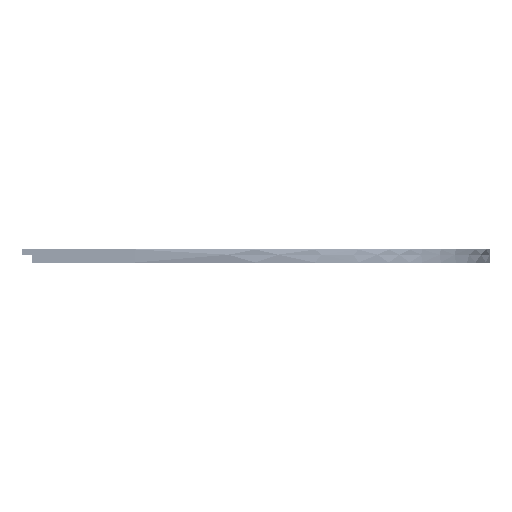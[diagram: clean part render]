
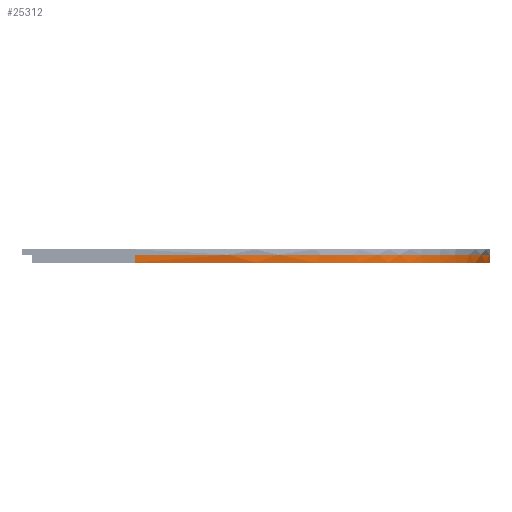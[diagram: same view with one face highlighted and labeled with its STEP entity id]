
A CAD part, front view. The second image highlights one B-rep face of the part: STEP entity #25312.
In plain terms, the highlighted free-form (B-spline) face has degree [3, 1] with [28, 2] control points.
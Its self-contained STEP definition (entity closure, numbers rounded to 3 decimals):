
#18=B_SPLINE_SURFACE_WITH_KNOTS($,3,1,((#168462,#168463),(#168464,#168465),
(#168466,#168467),(#168468,#168469),(#168470,#168471),(#168472,#168473),
(#168474,#168475),(#168476,#168477),(#168478,#168479),(#168480,#168481),
(#168482,#168483),(#168484,#168485),(#168486,#168487),(#168488,#168489),
(#168490,#168491),(#168492,#168493),(#168494,#168495),(#168496,#168497),
(#168498,#168499),(#168500,#168501),(#168502,#168503),(#168504,#168505),
(#168506,#168507),(#168508,#168509),(#168510,#168511),(#168512,#168513),
(#168514,#168515),(#168516,#168517)),.UNSPECIFIED.,.F.,.F.,.F.,(4,2,2,2,
2,2,2,2,2,2,2,2,2,4),(2,2),(-310.498,-292.004,-282.488,
-272.973,-268.215,-263.457,-253.942,-249.184,
-244.427,-234.911,-230.154,-225.396,
-215.881,-206.389),(0.,1.),.UNSPECIFIED.);
#25312=ADVANCED_FACE($,(#27421),#18,.T.);
#27421=FACE_OUTER_BOUND($,#31593,.T.);
#31593=EDGE_LOOP($,(#44183,#44184,#44185,#44186));
#44183=ORIENTED_EDGE($,*,*,#56800,.T.);
#44184=ORIENTED_EDGE($,*,*,#56801,.T.);
#44185=ORIENTED_EDGE($,*,*,#56802,.T.);
#44186=ORIENTED_EDGE($,*,*,#56803,.T.);
#56800=EDGE_CURVE($,#69417,#69418,#75842,.T.);
#56801=EDGE_CURVE($,#69418,#69419,#75843,.T.);
#56802=EDGE_CURVE($,#69419,#69420,#75844,.T.);
#56803=EDGE_CURVE($,#69420,#69417,#75845,.T.);
#69417=VERTEX_POINT($,#168518);
#69418=VERTEX_POINT($,#168519);
#69419=VERTEX_POINT($,#168520);
#69420=VERTEX_POINT($,#168521);
#75842=B_SPLINE_CURVE_WITH_KNOTS($,3,(#168402,#168403,#168404,#168405,#168406,
#168407,#168408,#168409,#168410,#168411,#168412,#168413,#168414,#168415,
#168416,#168417,#168418,#168419,#168420,#168421,#168422,#168423,#168424,
#168425,#168426,#168427,#168428,#168429),.UNSPECIFIED.,.F.,.F.,(4,2,2,2,
2,2,2,2,2,2,2,2,2,4),(-310.498,-292.004,-282.488,
-272.973,-268.215,-263.457,-253.942,-249.184,
-244.427,-234.911,-230.154,-225.396,
-215.881,-206.389),.UNSPECIFIED.);
#75843=B_SPLINE_CURVE_WITH_KNOTS($,1,(#168430,#168431),.UNSPECIFIED.,.F.,
.F.,(2,2),(0.,1.),.UNSPECIFIED.);
#75844=B_SPLINE_CURVE_WITH_KNOTS($,3,(#168432,#168433,#168434,#168435,#168436,
#168437,#168438,#168439,#168440,#168441,#168442,#168443,#168444,#168445,
#168446,#168447,#168448,#168449,#168450,#168451,#168452,#168453,#168454,
#168455,#168456,#168457,#168458,#168459),.UNSPECIFIED.,.F.,.F.,(4,2,2,2,
2,2,2,2,2,2,2,2,2,4),(206.389,215.881,225.396,
230.154,234.911,244.427,249.184,253.942,
263.457,268.215,272.973,282.488,292.004,
310.498),.UNSPECIFIED.);
#75845=B_SPLINE_CURVE_WITH_KNOTS($,1,(#168460,#168461),.UNSPECIFIED.,.F.,
.F.,(2,2),(-1.,0.),.UNSPECIFIED.);
#168402=CARTESIAN_POINT($,(87.,-92.784,-125.5));
#168403=CARTESIAN_POINT($,(93.124,-92.784,-125.5));
#168404=CARTESIAN_POINT($,(99.252,-92.786,-125.5));
#168405=CARTESIAN_POINT($,(108.529,-92.245,-125.5));
#168406=CARTESIAN_POINT($,(111.686,-91.966,-125.5));
#168407=CARTESIAN_POINT($,(117.966,-91.082,-125.5));
#168408=CARTESIAN_POINT($,(121.067,-90.483,-125.5));
#168409=CARTESIAN_POINT($,(125.626,-89.216,-125.5));
#168410=CARTESIAN_POINT($,(127.13,-88.733,-125.5));
#168411=CARTESIAN_POINT($,(130.1,-87.611,-125.5));
#168412=CARTESIAN_POINT($,(131.575,-86.968,-125.5));
#168413=CARTESIAN_POINT($,(135.835,-84.797,-125.5));
#168414=CARTESIAN_POINT($,(138.461,-83.029,-125.5));
#168415=CARTESIAN_POINT($,(142.,-79.791,-125.5));
#168416=CARTESIAN_POINT($,(143.11,-78.613,-125.5));
#168417=CARTESIAN_POINT($,(145.134,-76.125,-125.5));
#168418=CARTESIAN_POINT($,(146.061,-74.8,-125.5));
#168419=CARTESIAN_POINT($,(148.543,-70.701,-125.5));
#168420=CARTESIAN_POINT($,(149.817,-67.798,-125.5));
#168421=CARTESIAN_POINT($,(151.329,-63.265,-125.5));
#168422=CARTESIAN_POINT($,(151.764,-61.723,-125.5));
#168423=CARTESIAN_POINT($,(152.515,-58.633,-125.5));
#168424=CARTESIAN_POINT($,(152.832,-57.079,-125.5));
#168425=CARTESIAN_POINT($,(153.643,-52.396,-125.5));
#168426=CARTESIAN_POINT($,(154.001,-49.246,-125.5));
#168427=CARTESIAN_POINT($,(154.491,-42.921,-125.5));
#168428=CARTESIAN_POINT($,(154.624,-39.761,-125.5));
#168429=CARTESIAN_POINT($,(154.696,-36.6,-125.5));
#168430=CARTESIAN_POINT($,(154.696,-36.6,-125.5));
#168431=CARTESIAN_POINT($,(154.696,-36.6,-124.));
#168432=CARTESIAN_POINT($,(154.696,-36.6,-124.));
#168433=CARTESIAN_POINT($,(154.624,-39.761,-124.));
#168434=CARTESIAN_POINT($,(154.491,-42.921,-124.));
#168435=CARTESIAN_POINT($,(154.001,-49.246,-124.));
#168436=CARTESIAN_POINT($,(153.643,-52.396,-124.));
#168437=CARTESIAN_POINT($,(152.832,-57.079,-124.));
#168438=CARTESIAN_POINT($,(152.515,-58.633,-124.));
#168439=CARTESIAN_POINT($,(151.764,-61.723,-124.));
#168440=CARTESIAN_POINT($,(151.329,-63.265,-124.));
#168441=CARTESIAN_POINT($,(149.817,-67.798,-124.));
#168442=CARTESIAN_POINT($,(148.543,-70.701,-124.));
#168443=CARTESIAN_POINT($,(146.061,-74.8,-124.));
#168444=CARTESIAN_POINT($,(145.134,-76.125,-124.));
#168445=CARTESIAN_POINT($,(143.11,-78.613,-124.));
#168446=CARTESIAN_POINT($,(142.,-79.791,-124.));
#168447=CARTESIAN_POINT($,(138.461,-83.029,-124.));
#168448=CARTESIAN_POINT($,(135.835,-84.797,-124.));
#168449=CARTESIAN_POINT($,(131.575,-86.968,-124.));
#168450=CARTESIAN_POINT($,(130.1,-87.611,-124.));
#168451=CARTESIAN_POINT($,(127.13,-88.733,-124.));
#168452=CARTESIAN_POINT($,(125.626,-89.216,-124.));
#168453=CARTESIAN_POINT($,(121.067,-90.483,-124.));
#168454=CARTESIAN_POINT($,(117.966,-91.082,-124.));
#168455=CARTESIAN_POINT($,(111.686,-91.966,-124.));
#168456=CARTESIAN_POINT($,(108.529,-92.245,-124.));
#168457=CARTESIAN_POINT($,(99.252,-92.786,-124.));
#168458=CARTESIAN_POINT($,(93.124,-92.784,-124.));
#168459=CARTESIAN_POINT($,(87.,-92.784,-124.));
#168460=CARTESIAN_POINT($,(87.,-92.784,-124.));
#168461=CARTESIAN_POINT($,(87.,-92.784,-125.5));
#168462=CARTESIAN_POINT($,(87.,-92.784,-125.5));
#168463=CARTESIAN_POINT($,(87.,-92.784,-124.));
#168464=CARTESIAN_POINT($,(93.124,-92.784,-125.5));
#168465=CARTESIAN_POINT($,(93.124,-92.784,-124.));
#168466=CARTESIAN_POINT($,(99.252,-92.786,-125.5));
#168467=CARTESIAN_POINT($,(99.252,-92.786,-124.));
#168468=CARTESIAN_POINT($,(108.529,-92.245,-125.5));
#168469=CARTESIAN_POINT($,(108.529,-92.245,-124.));
#168470=CARTESIAN_POINT($,(111.686,-91.966,-125.5));
#168471=CARTESIAN_POINT($,(111.686,-91.966,-124.));
#168472=CARTESIAN_POINT($,(117.966,-91.082,-125.5));
#168473=CARTESIAN_POINT($,(117.966,-91.082,-124.));
#168474=CARTESIAN_POINT($,(121.067,-90.483,-125.5));
#168475=CARTESIAN_POINT($,(121.067,-90.483,-124.));
#168476=CARTESIAN_POINT($,(125.626,-89.216,-125.5));
#168477=CARTESIAN_POINT($,(125.626,-89.216,-124.));
#168478=CARTESIAN_POINT($,(127.13,-88.733,-125.5));
#168479=CARTESIAN_POINT($,(127.13,-88.733,-124.));
#168480=CARTESIAN_POINT($,(130.1,-87.611,-125.5));
#168481=CARTESIAN_POINT($,(130.1,-87.611,-124.));
#168482=CARTESIAN_POINT($,(131.575,-86.968,-125.5));
#168483=CARTESIAN_POINT($,(131.575,-86.968,-124.));
#168484=CARTESIAN_POINT($,(135.835,-84.797,-125.5));
#168485=CARTESIAN_POINT($,(135.835,-84.797,-124.));
#168486=CARTESIAN_POINT($,(138.461,-83.029,-125.5));
#168487=CARTESIAN_POINT($,(138.461,-83.029,-124.));
#168488=CARTESIAN_POINT($,(142.,-79.791,-125.5));
#168489=CARTESIAN_POINT($,(142.,-79.791,-124.));
#168490=CARTESIAN_POINT($,(143.11,-78.613,-125.5));
#168491=CARTESIAN_POINT($,(143.11,-78.613,-124.));
#168492=CARTESIAN_POINT($,(145.134,-76.125,-125.5));
#168493=CARTESIAN_POINT($,(145.134,-76.125,-124.));
#168494=CARTESIAN_POINT($,(146.061,-74.8,-125.5));
#168495=CARTESIAN_POINT($,(146.061,-74.8,-124.));
#168496=CARTESIAN_POINT($,(148.543,-70.701,-125.5));
#168497=CARTESIAN_POINT($,(148.543,-70.701,-124.));
#168498=CARTESIAN_POINT($,(149.817,-67.798,-125.5));
#168499=CARTESIAN_POINT($,(149.817,-67.798,-124.));
#168500=CARTESIAN_POINT($,(151.329,-63.265,-125.5));
#168501=CARTESIAN_POINT($,(151.329,-63.265,-124.));
#168502=CARTESIAN_POINT($,(151.764,-61.723,-125.5));
#168503=CARTESIAN_POINT($,(151.764,-61.723,-124.));
#168504=CARTESIAN_POINT($,(152.515,-58.633,-125.5));
#168505=CARTESIAN_POINT($,(152.515,-58.633,-124.));
#168506=CARTESIAN_POINT($,(152.832,-57.079,-125.5));
#168507=CARTESIAN_POINT($,(152.832,-57.079,-124.));
#168508=CARTESIAN_POINT($,(153.643,-52.396,-125.5));
#168509=CARTESIAN_POINT($,(153.643,-52.396,-124.));
#168510=CARTESIAN_POINT($,(154.001,-49.246,-125.5));
#168511=CARTESIAN_POINT($,(154.001,-49.246,-124.));
#168512=CARTESIAN_POINT($,(154.491,-42.921,-125.5));
#168513=CARTESIAN_POINT($,(154.491,-42.921,-124.));
#168514=CARTESIAN_POINT($,(154.624,-39.761,-125.5));
#168515=CARTESIAN_POINT($,(154.624,-39.761,-124.));
#168516=CARTESIAN_POINT($,(154.696,-36.6,-125.5));
#168517=CARTESIAN_POINT($,(154.696,-36.6,-124.));
#168518=CARTESIAN_POINT($,(87.,-92.784,-125.5));
#168519=CARTESIAN_POINT($,(154.696,-36.6,-125.5));
#168520=CARTESIAN_POINT($,(154.696,-36.6,-124.));
#168521=CARTESIAN_POINT($,(87.,-92.784,-124.));
